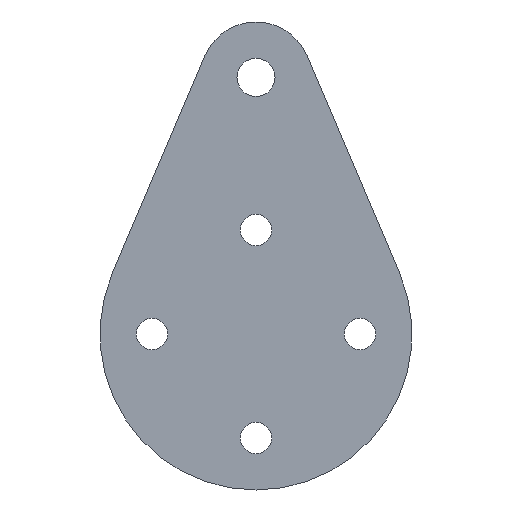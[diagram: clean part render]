
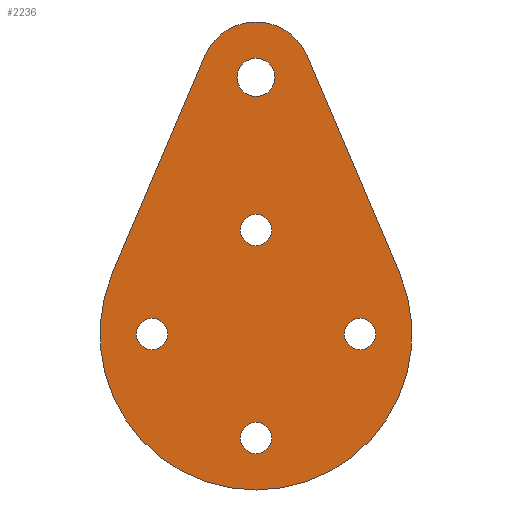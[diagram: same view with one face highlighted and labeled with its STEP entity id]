
A CAD part, front view. The second image highlights one B-rep face of the part: STEP entity #2236.
In plain terms, the highlighted planar face has unit normal (0, -1, 0).
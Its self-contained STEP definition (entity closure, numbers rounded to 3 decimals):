
#22 = VERTEX_POINT ( 'NONE', #2331 ) ;
#51 = DIRECTION ( 'NONE',  ( 0., 0., 1. ) ) ;
#55 = AXIS2_PLACEMENT_3D ( 'NONE', #822, #1792, #2635 ) ;
#82 = CARTESIAN_POINT ( 'NONE',  ( -7.36, 0., 3.135 ) ) ;
#90 = ORIENTED_EDGE ( 'NONE', *, *, #219, .T. ) ;
#99 = DIRECTION ( 'NONE',  ( 0.392, 0., -0.92 ) ) ;
#109 = DIRECTION ( 'NONE',  ( 0., 1., 0. ) ) ;
#135 = VERTEX_POINT ( 'NONE', #2998 ) ;
#178 = EDGE_LOOP ( 'NONE', ( #2600, #2320 ) ) ;
#202 = VECTOR ( 'NONE', #601, 1000. ) ;
#205 = EDGE_CURVE ( 'NONE', #3289, #3353, #1680, .T. ) ;
#219 = EDGE_CURVE ( 'NONE', #3141, #3672, #3637, .T. ) ;
#230 = CIRCLE ( 'NONE', #1830, 2.25 ) ;
#259 = CARTESIAN_POINT ( 'NONE',  ( 0., 0., -2.75 ) ) ;
#276 = CIRCLE ( 'NONE', #1234, 22.5 ) ;
#287 = CARTESIAN_POINT ( 'NONE',  ( 0., 0., -54.25 ) ) ;
#300 = LINE ( 'NONE', #82, #202 ) ;
#305 = DIRECTION ( 'NONE',  ( 0., 1., 0. ) ) ;
#327 = ORIENTED_EDGE ( 'NONE', *, *, #1357, .T. ) ;
#359 = DIRECTION ( 'NONE',  ( 0., 1., 0. ) ) ;
#380 = CIRCLE ( 'NONE', #1743, 2.25 ) ;
#404 = CIRCLE ( 'NONE', #55, 8. ) ;
#405 = VERTEX_POINT ( 'NONE', #2287 ) ;
#418 = ORIENTED_EDGE ( 'NONE', *, *, #1825, .F. ) ;
#423 = LINE ( 'NONE', #1564, #1643 ) ;
#450 = CIRCLE ( 'NONE', #938, 2.25 ) ;
#493 = CIRCLE ( 'NONE', #2397, 2.75 ) ;
#498 = CARTESIAN_POINT ( 'NONE',  ( 15., 0., -37. ) ) ;
#520 = AXIS2_PLACEMENT_3D ( 'NONE', #585, #904, #2282 ) ;
#526 = CARTESIAN_POINT ( 'NONE',  ( 20.7, 0., -28.182 ) ) ;
#585 = CARTESIAN_POINT ( 'NONE',  ( 0., 0., -37. ) ) ;
#601 = DIRECTION ( 'NONE',  ( -0.392, 0., -0.92 ) ) ;
#617 = FACE_BOUND ( 'NONE', #2725, .T. ) ;
#622 = AXIS2_PLACEMENT_3D ( 'NONE', #3209, #109, #1725 ) ;
#697 = VERTEX_POINT ( 'NONE', #3363 ) ;
#706 = VERTEX_POINT ( 'NONE', #526 ) ;
#719 = EDGE_CURVE ( 'NONE', #135, #22, #404, .T. ) ;
#759 = CARTESIAN_POINT ( 'NONE',  ( 0., 0., -19.75 ) ) ;
#795 = EDGE_CURVE ( 'NONE', #1976, #2922, #230, .T. ) ;
#808 = EDGE_CURVE ( 'NONE', #1034, #3602, #2664, .T. ) ;
#822 = CARTESIAN_POINT ( 'NONE',  ( 0., 0., 0. ) ) ;
#866 = CARTESIAN_POINT ( 'NONE',  ( 0., 0., -22. ) ) ;
#874 = AXIS2_PLACEMENT_3D ( 'NONE', #2334, #2945, #3213 ) ;
#879 = FACE_BOUND ( 'NONE', #1884, .T. ) ;
#904 = DIRECTION ( 'NONE',  ( 0., 1., 0. ) ) ;
#938 = AXIS2_PLACEMENT_3D ( 'NONE', #2823, #3371, #2487 ) ;
#956 = CARTESIAN_POINT ( 'NONE',  ( -15., 0., -37. ) ) ;
#1011 = DIRECTION ( 'NONE',  ( 0., 0., 1. ) ) ;
#1034 = VERTEX_POINT ( 'NONE', #2179 ) ;
#1090 = CIRCLE ( 'NONE', #3655, 2.25 ) ;
#1120 = ORIENTED_EDGE ( 'NONE', *, *, #3333, .T. ) ;
#1150 = EDGE_LOOP ( 'NONE', ( #2478, #1609, #1654, #3015, #418 ) ) ;
#1158 = FACE_BOUND ( 'NONE', #2213, .T. ) ;
#1231 = EDGE_CURVE ( 'NONE', #135, #3602, #300, .T. ) ;
#1234 = AXIS2_PLACEMENT_3D ( 'NONE', #1239, #2868, #2356 ) ;
#1239 = CARTESIAN_POINT ( 'NONE',  ( 0., 0., -37. ) ) ;
#1357 = EDGE_CURVE ( 'NONE', #3353, #3289, #493, .T. ) ;
#1395 = EDGE_CURVE ( 'NONE', #2922, #1976, #2219, .T. ) ;
#1411 = DIRECTION ( 'NONE',  ( 0., 0., 1. ) ) ;
#1491 = DIRECTION ( 'NONE',  ( 0., 0., 1. ) ) ;
#1564 = CARTESIAN_POINT ( 'NONE',  ( 7.36, 0., 3.135 ) ) ;
#1609 = ORIENTED_EDGE ( 'NONE', *, *, #719, .F. ) ;
#1628 = ORIENTED_EDGE ( 'NONE', *, *, #2649, .T. ) ;
#1643 = VECTOR ( 'NONE', #99, 1000. ) ;
#1647 = ORIENTED_EDGE ( 'NONE', *, *, #795, .T. ) ;
#1654 = ORIENTED_EDGE ( 'NONE', *, *, #1231, .T. ) ;
#1680 = CIRCLE ( 'NONE', #2030, 2.75 ) ;
#1686 = DIRECTION ( 'NONE',  ( 0., 1., 0. ) ) ;
#1725 = DIRECTION ( 'NONE',  ( 0., 0., 1. ) ) ;
#1743 = AXIS2_PLACEMENT_3D ( 'NONE', #2915, #3163, #3185 ) ;
#1792 = DIRECTION ( 'NONE',  ( 0., 1., 0. ) ) ;
#1825 = EDGE_CURVE ( 'NONE', #706, #1034, #276, .T. ) ;
#1830 = AXIS2_PLACEMENT_3D ( 'NONE', #866, #305, #51 ) ;
#1884 = EDGE_LOOP ( 'NONE', ( #1628, #90 ) ) ;
#1976 = VERTEX_POINT ( 'NONE', #3596 ) ;
#2010 = PLANE ( 'NONE',  #2099 ) ;
#2029 = EDGE_CURVE ( 'NONE', #3552, #405, #1090, .T. ) ;
#2030 = AXIS2_PLACEMENT_3D ( 'NONE', #2840, #1686, #3348 ) ;
#2065 = CIRCLE ( 'NONE', #874, 2.25 ) ;
#2099 = AXIS2_PLACEMENT_3D ( 'NONE', #2315, #359, #1491 ) ;
#2120 = CARTESIAN_POINT ( 'NONE',  ( 15., 0., -39.25 ) ) ;
#2179 = CARTESIAN_POINT ( 'NONE',  ( 0., 0., -59.5 ) ) ;
#2193 = CARTESIAN_POINT ( 'NONE',  ( 0., 0., -52. ) ) ;
#2207 = AXIS2_PLACEMENT_3D ( 'NONE', #2193, #2545, #1411 ) ;
#2213 = EDGE_LOOP ( 'NONE', ( #1120, #3031 ) ) ;
#2219 = CIRCLE ( 'NONE', #622, 2.25 ) ;
#2236 = ADVANCED_FACE ( 'NONE', ( #617, #3468, #879, #1158, #2293, #2354 ), #2010, .F. ) ;
#2254 = CARTESIAN_POINT ( 'NONE',  ( 0., 0., 2.75 ) ) ;
#2282 = DIRECTION ( 'NONE',  ( 0., 0., 1. ) ) ;
#2287 = CARTESIAN_POINT ( 'NONE',  ( 15., 0., -34.75 ) ) ;
#2293 = FACE_BOUND ( 'NONE', #2386, .T. ) ;
#2315 = CARTESIAN_POINT ( 'NONE',  ( 0., 0., 0. ) ) ;
#2320 = ORIENTED_EDGE ( 'NONE', *, *, #3528, .T. ) ;
#2331 = CARTESIAN_POINT ( 'NONE',  ( 7.36, 0., 3.135 ) ) ;
#2334 = CARTESIAN_POINT ( 'NONE',  ( -15., 0., -37. ) ) ;
#2354 = FACE_OUTER_BOUND ( 'NONE', #1150, .T. ) ;
#2356 = DIRECTION ( 'NONE',  ( 0., 0., 1. ) ) ;
#2386 = EDGE_LOOP ( 'NONE', ( #2628, #1647 ) ) ;
#2397 = AXIS2_PLACEMENT_3D ( 'NONE', #3519, #2941, #2626 ) ;
#2478 = ORIENTED_EDGE ( 'NONE', *, *, #3593, .F. ) ;
#2487 = DIRECTION ( 'NONE',  ( 0., 0., 1. ) ) ;
#2545 = DIRECTION ( 'NONE',  ( 0., 1., 0. ) ) ;
#2600 = ORIENTED_EDGE ( 'NONE', *, *, #2865, .T. ) ;
#2626 = DIRECTION ( 'NONE',  ( 0., 0., 1. ) ) ;
#2628 = ORIENTED_EDGE ( 'NONE', *, *, #1395, .T. ) ;
#2635 = DIRECTION ( 'NONE',  ( 0., 0., 1. ) ) ;
#2649 = EDGE_CURVE ( 'NONE', #3672, #3141, #380, .T. ) ;
#2664 = CIRCLE ( 'NONE', #520, 22.5 ) ;
#2715 = CIRCLE ( 'NONE', #3075, 2.25 ) ;
#2725 = EDGE_LOOP ( 'NONE', ( #2990, #327 ) ) ;
#2770 = DIRECTION ( 'NONE',  ( 0., 1., 0. ) ) ;
#2797 = CARTESIAN_POINT ( 'NONE',  ( 0., 0., -49.75 ) ) ;
#2823 = CARTESIAN_POINT ( 'NONE',  ( 15., 0., -37. ) ) ;
#2840 = CARTESIAN_POINT ( 'NONE',  ( 0., 0., 0. ) ) ;
#2865 = EDGE_CURVE ( 'NONE', #3273, #697, #2715, .T. ) ;
#2868 = DIRECTION ( 'NONE',  ( 0., 1., 0. ) ) ;
#2915 = CARTESIAN_POINT ( 'NONE',  ( 0., 0., -52. ) ) ;
#2922 = VERTEX_POINT ( 'NONE', #759 ) ;
#2941 = DIRECTION ( 'NONE',  ( 0., 1., 0. ) ) ;
#2945 = DIRECTION ( 'NONE',  ( 0., 1., 0. ) ) ;
#2990 = ORIENTED_EDGE ( 'NONE', *, *, #205, .T. ) ;
#2998 = CARTESIAN_POINT ( 'NONE',  ( -7.36, 0., 3.135 ) ) ;
#3001 = CARTESIAN_POINT ( 'NONE',  ( -15., 0., -34.75 ) ) ;
#3015 = ORIENTED_EDGE ( 'NONE', *, *, #808, .F. ) ;
#3031 = ORIENTED_EDGE ( 'NONE', *, *, #2029, .T. ) ;
#3075 = AXIS2_PLACEMENT_3D ( 'NONE', #956, #3551, #1011 ) ;
#3141 = VERTEX_POINT ( 'NONE', #287 ) ;
#3163 = DIRECTION ( 'NONE',  ( 0., 1., 0. ) ) ;
#3185 = DIRECTION ( 'NONE',  ( 0., 0., 1. ) ) ;
#3209 = CARTESIAN_POINT ( 'NONE',  ( 0., 0., -22. ) ) ;
#3213 = DIRECTION ( 'NONE',  ( 0., 0., 1. ) ) ;
#3273 = VERTEX_POINT ( 'NONE', #3001 ) ;
#3289 = VERTEX_POINT ( 'NONE', #2254 ) ;
#3333 = EDGE_CURVE ( 'NONE', #405, #3552, #450, .T. ) ;
#3348 = DIRECTION ( 'NONE',  ( 0., 0., 1. ) ) ;
#3353 = VERTEX_POINT ( 'NONE', #259 ) ;
#3363 = CARTESIAN_POINT ( 'NONE',  ( -15., 0., -39.25 ) ) ;
#3371 = DIRECTION ( 'NONE',  ( 0., 1., 0. ) ) ;
#3379 = DIRECTION ( 'NONE',  ( 0., 0., 1. ) ) ;
#3468 = FACE_BOUND ( 'NONE', #178, .T. ) ;
#3471 = CARTESIAN_POINT ( 'NONE',  ( -20.7, 0., -28.182 ) ) ;
#3519 = CARTESIAN_POINT ( 'NONE',  ( 0., 0., 0. ) ) ;
#3528 = EDGE_CURVE ( 'NONE', #697, #3273, #2065, .T. ) ;
#3551 = DIRECTION ( 'NONE',  ( 0., 1., 0. ) ) ;
#3552 = VERTEX_POINT ( 'NONE', #2120 ) ;
#3593 = EDGE_CURVE ( 'NONE', #22, #706, #423, .T. ) ;
#3596 = CARTESIAN_POINT ( 'NONE',  ( 0., 0., -24.25 ) ) ;
#3602 = VERTEX_POINT ( 'NONE', #3471 ) ;
#3637 = CIRCLE ( 'NONE', #2207, 2.25 ) ;
#3655 = AXIS2_PLACEMENT_3D ( 'NONE', #498, #2770, #3379 ) ;
#3672 = VERTEX_POINT ( 'NONE', #2797 ) ;
